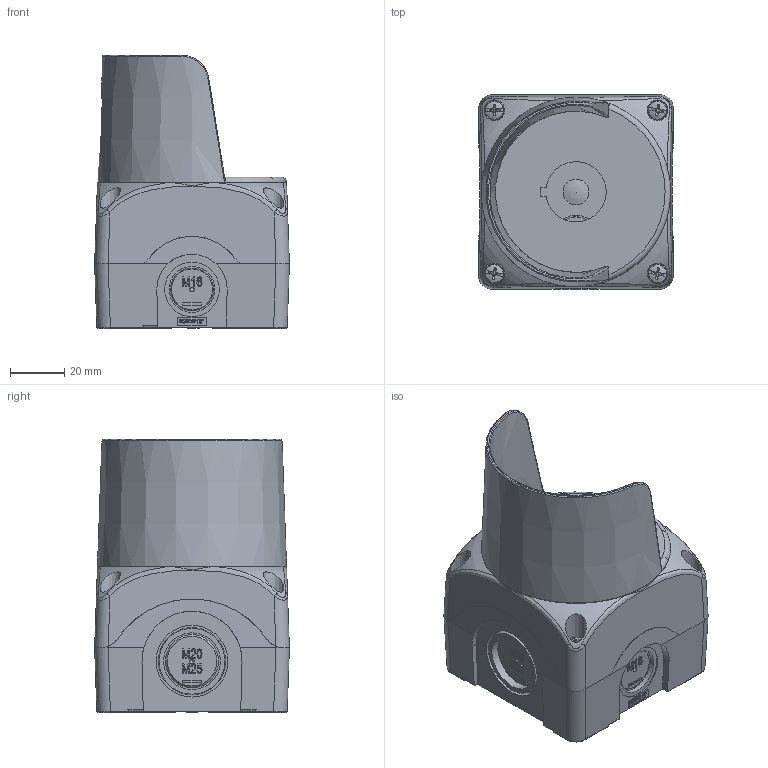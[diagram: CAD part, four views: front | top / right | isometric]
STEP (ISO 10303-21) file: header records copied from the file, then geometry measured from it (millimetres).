
FILE_DESCRIPTION(/* description */ (''),/* implementation_level */ '2;1');
FILE_NAME(/* name */ 'FILE_STP_CAD_DRAWING_3d_LPZP1A_P_prt.stp',/* time_stamp */ '2021-12-20T08:06:47+01:00',/* author */ (''),/* organization */ (''),/* preprocessor_version */ 'ST-DEVELOPER v16.7',/* originating_system */ 'SIEMENS PLM Software NX 12.0',/* authorisation */ '');
FILE_SCHEMA (('AUTOMOTIVE_DESIGN { 1 0 10303 214 3 1 1 1 }'));
Products named in the file (1): 3d_LPZP1A_P
Bounding box: 72 x 72 x 101 mm (x, y, z)
Surface area: 48751.9 mm2 (no closed solid volume)
Topology: 0 solids, 10 shells, 1029 faces, 3077 edges, 2099 vertices
Faces by surface type: plane 630, bspline 203, cylinder 116, cone 40, torus 23, sphere 17
Full cylindrical faces by diameter (mm): 1.304 x2, 1.6 x3, 3 x4, 3.2 x3, 4.3 x5, 5 x4, 17 x2, 20.2 x1, 21 x2, 26.5 x2
Entity records: 47651 total; most frequent: CARTESIAN_POINT 21832, ORIENTED_EDGE 5435, DIRECTION 4584, EDGE_CURVE 2975, VERTEX_POINT 2066, LINE 1882, VECTOR 1882, AXIS2_PLACEMENT_3D 1351
